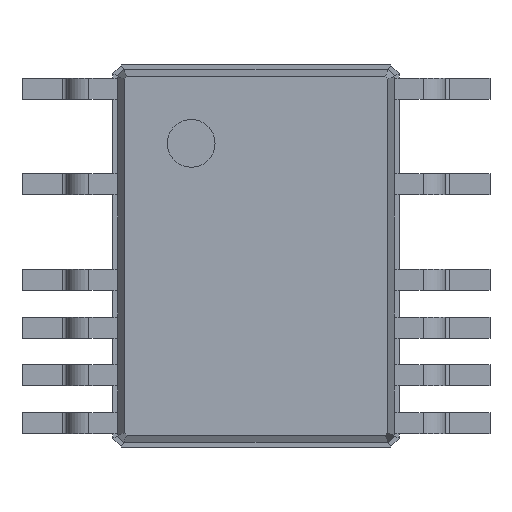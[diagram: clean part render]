
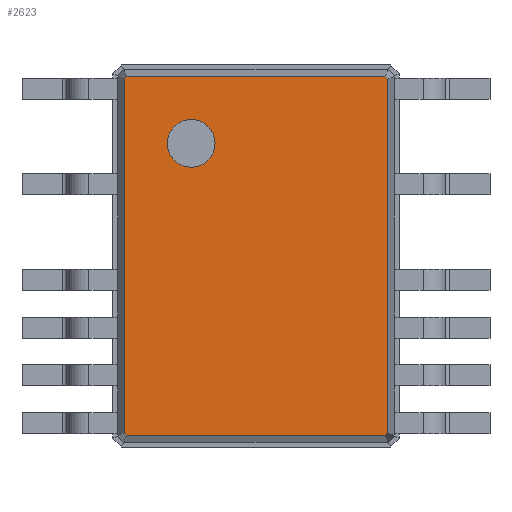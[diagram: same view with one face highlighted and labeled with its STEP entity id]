
A CAD part, top view. The second image highlights one B-rep face of the part: STEP entity #2623.
In plain terms, the highlighted planar face has unit normal (0, 0, 1).
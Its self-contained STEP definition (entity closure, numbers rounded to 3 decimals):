
#1172 = VERTEX_POINT('',#1173);
#1173 = CARTESIAN_POINT('',(1.379,-1.849,0.95));
#1178 = EDGE_CURVE('',#1179,#1172,#1181,.T.);
#1179 = VERTEX_POINT('',#1180);
#1180 = CARTESIAN_POINT('',(1.379,1.849,0.95));
#1181 = LINE('',#1182,#1183);
#1182 = CARTESIAN_POINT('',(1.379,1.849,0.95));
#1183 = VECTOR('',#1184,1.);
#1184 = DIRECTION('',(0.,-1.,0.));
#2606 = EDGE_CURVE('',#2607,#1179,#2609,.T.);
#2607 = VERTEX_POINT('',#2608);
#2608 = CARTESIAN_POINT('',(1.349,1.879,0.95));
#2609 = LINE('',#2610,#2611);
#2610 = CARTESIAN_POINT('',(1.349,1.879,0.95));
#2611 = VECTOR('',#2612,1.);
#2612 = DIRECTION('',(0.707,-0.707,0.));
#2623 = ADVANCED_FACE('',(#2624,#2674),#2685,.T.);
#2624 = FACE_BOUND('',#2625,.T.);
#2625 = EDGE_LOOP('',(#2626,#2634,#2642,#2650,#2658,#2666,#2672,#2673));
#2626 = ORIENTED_EDGE('',*,*,#2627,.F.);
#2627 = EDGE_CURVE('',#2628,#2607,#2630,.T.);
#2628 = VERTEX_POINT('',#2629);
#2629 = CARTESIAN_POINT('',(-1.349,1.879,0.95));
#2630 = LINE('',#2631,#2632);
#2631 = CARTESIAN_POINT('',(-1.349,1.879,0.95));
#2632 = VECTOR('',#2633,1.);
#2633 = DIRECTION('',(1.,0.,0.));
#2634 = ORIENTED_EDGE('',*,*,#2635,.F.);
#2635 = EDGE_CURVE('',#2636,#2628,#2638,.T.);
#2636 = VERTEX_POINT('',#2637);
#2637 = CARTESIAN_POINT('',(-1.379,1.849,0.95));
#2638 = LINE('',#2639,#2640);
#2639 = CARTESIAN_POINT('',(-1.379,1.849,0.95));
#2640 = VECTOR('',#2641,1.);
#2641 = DIRECTION('',(0.707,0.707,0.));
#2642 = ORIENTED_EDGE('',*,*,#2643,.F.);
#2643 = EDGE_CURVE('',#2644,#2636,#2646,.T.);
#2644 = VERTEX_POINT('',#2645);
#2645 = CARTESIAN_POINT('',(-1.379,-1.849,0.95));
#2646 = LINE('',#2647,#2648);
#2647 = CARTESIAN_POINT('',(-1.379,-1.849,0.95));
#2648 = VECTOR('',#2649,1.);
#2649 = DIRECTION('',(0.,1.,0.));
#2650 = ORIENTED_EDGE('',*,*,#2651,.F.);
#2651 = EDGE_CURVE('',#2652,#2644,#2654,.T.);
#2652 = VERTEX_POINT('',#2653);
#2653 = CARTESIAN_POINT('',(-1.349,-1.879,0.95));
#2654 = LINE('',#2655,#2656);
#2655 = CARTESIAN_POINT('',(-1.349,-1.879,0.95));
#2656 = VECTOR('',#2657,1.);
#2657 = DIRECTION('',(-0.707,0.707,0.));
#2658 = ORIENTED_EDGE('',*,*,#2659,.F.);
#2659 = EDGE_CURVE('',#2660,#2652,#2662,.T.);
#2660 = VERTEX_POINT('',#2661);
#2661 = CARTESIAN_POINT('',(1.349,-1.879,0.95));
#2662 = LINE('',#2663,#2664);
#2663 = CARTESIAN_POINT('',(1.349,-1.879,0.95));
#2664 = VECTOR('',#2665,1.);
#2665 = DIRECTION('',(-1.,0.,0.));
#2666 = ORIENTED_EDGE('',*,*,#2667,.F.);
#2667 = EDGE_CURVE('',#1172,#2660,#2668,.T.);
#2668 = LINE('',#2669,#2670);
#2669 = CARTESIAN_POINT('',(1.379,-1.849,0.95));
#2670 = VECTOR('',#2671,1.);
#2671 = DIRECTION('',(-0.707,-0.707,0.));
#2672 = ORIENTED_EDGE('',*,*,#1178,.F.);
#2673 = ORIENTED_EDGE('',*,*,#2606,.F.);
#2674 = FACE_BOUND('',#2675,.T.);
#2675 = EDGE_LOOP('',(#2676));
#2676 = ORIENTED_EDGE('',*,*,#2677,.F.);
#2677 = EDGE_CURVE('',#2678,#2678,#2680,.T.);
#2678 = VERTEX_POINT('',#2679);
#2679 = CARTESIAN_POINT('',(-0.679,0.929,0.95));
#2680 = CIRCLE('',#2681,0.25);
#2681 = AXIS2_PLACEMENT_3D('',#2682,#2683,#2684);
#2682 = CARTESIAN_POINT('',(-0.679,1.179,0.95));
#2683 = DIRECTION('',(0.,0.,1.));
#2684 = DIRECTION('',(0.,-1.,0.));
#2685 = PLANE('',#2686);
#2686 = AXIS2_PLACEMENT_3D('',#2687,#2688,#2689);
#2687 = CARTESIAN_POINT('',(-1.349,1.879,0.95));
#2688 = DIRECTION('',(0.,0.,1.));
#2689 = DIRECTION('',(0.583,-0.812,0.));
